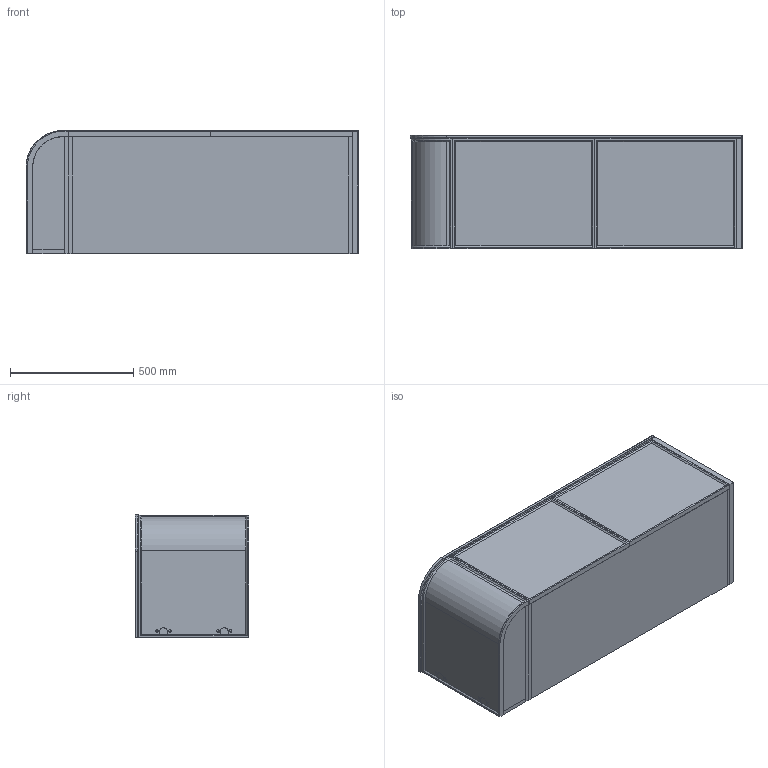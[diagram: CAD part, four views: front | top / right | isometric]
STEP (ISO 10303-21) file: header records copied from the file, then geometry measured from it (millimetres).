
FILE_DESCRIPTION (( 'STEP AP203' ), '1' );
FILE_NAME ('2355623.STEP', '2023-09-28T23:26:29', ( '' ), ( '' ), 'SwSTEP 2.0', 'SolidWorks 2021', '' );
FILE_SCHEMA (( 'CONFIG_CONTROL_DESIGN' ));
Length unit declared in the file: millimetre
Products named in the file (12): Kado Era 1350 (DRAWER) SINGLE END; Filler Panel; 1500 Drawer Kado Era; 1500 INTERNAL Drawer Kado Era; 1500 INTERNAL Drawer Kado Era (NO U SHOE); Kado Era 1500 Carcass (DRAWER); 1350 Benchtop (12mm) DRAWER SINGLE END; End Carcass LEFT; Kado Era Curved End Panel; 1350 Benchtop (12mm) DRAWER; 2355623
Assembly tree (12 placements, depth 4):
  2355623
    Kado Era 1350 (DRAWER) SINGLE END
      Kado Era 1500 Carcass (DRAWER)
      Kado Era Curved End Panel
      End Carcass LEFT
      1500 Drawer Kado Era  x2
        1500 Drawer Kado Era
      1500 INTERNAL Drawer Kado Era
      Filler Panel
      1350 Benchtop (12mm) DRAWER
        1350 Benchtop (12mm) DRAWER SINGLE END
      1500 INTERNAL Drawer Kado Era (NO U SHOE)
Bounding box: 1348.5 x 462 x 500 mm (x, y, z)
Volume: 81431264.9 mm3; surface area: 11607989.3 mm2
Topology: 43 solids, 43 shells, 418 faces, 936 edges, 604 vertices
Faces by surface type: plane 374, cylinder 32, sphere 8, cone 4
Entity records: 11278 total; most frequent: CARTESIAN_POINT 1741, DIRECTION 1664, ORIENTED_EDGE 1640, EDGE_CURVE 820, VECTOR 754, LINE 754, VERTEX_POINT 532, AXIS2_PLACEMENT_3D 455
